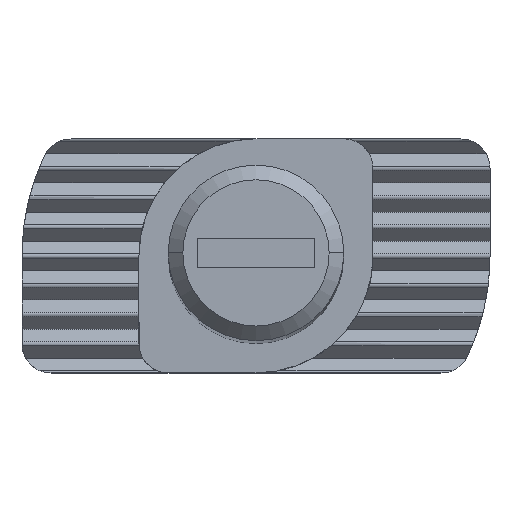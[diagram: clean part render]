
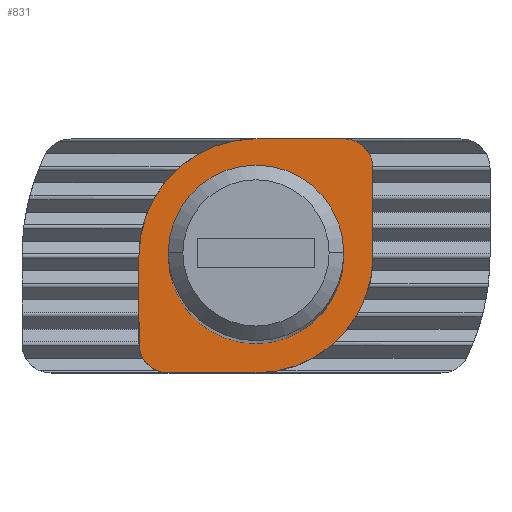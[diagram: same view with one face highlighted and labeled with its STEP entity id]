
A CAD part, top view. The second image highlights one B-rep face of the part: STEP entity #831.
In plain terms, the highlighted planar face has unit normal (0, 0, 1).
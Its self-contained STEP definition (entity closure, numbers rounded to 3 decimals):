
#7 = ORIENTED_EDGE ( 'NONE', *, *, #2556, .T. ) ;
#64 = CIRCLE ( 'NONE', #2914, 1. ) ;
#98 = LINE ( 'NONE', #2007, #618 ) ;
#138 = EDGE_CURVE ( 'NONE', #1136, #1065, #98, .T. ) ;
#180 = AXIS2_PLACEMENT_3D ( 'NONE', #364, #2888, #1503 ) ;
#184 = DIRECTION ( 'NONE',  ( 0., 0., 1. ) ) ;
#200 = DIRECTION ( 'NONE',  ( 1., 0., 0. ) ) ;
#221 = ORIENTED_EDGE ( 'NONE', *, *, #1572, .T. ) ;
#275 = VERTEX_POINT ( 'NONE', #530 ) ;
#288 = CIRCLE ( 'NONE', #2143, 4. ) ;
#292 = AXIS2_PLACEMENT_3D ( 'NONE', #631, #2222, #851 ) ;
#310 = AXIS2_PLACEMENT_3D ( 'NONE', #1536, #184, #1766 ) ;
#319 = FACE_OUTER_BOUND ( 'NONE', #2430, .T. ) ;
#357 = CIRCLE ( 'NONE', #1501, 1. ) ;
#364 = CARTESIAN_POINT ( 'NONE',  ( 0., 0., 7.5 ) ) ;
#388 = ORIENTED_EDGE ( 'NONE', *, *, #829, .T. ) ;
#392 = LINE ( 'NONE', #824, #1530 ) ;
#408 = ORIENTED_EDGE ( 'NONE', *, *, #564, .T. ) ;
#415 = DIRECTION ( 'NONE',  ( 0., 1., 0. ) ) ;
#445 = EDGE_CURVE ( 'NONE', #275, #1827, #1176, .T. ) ;
#492 = CARTESIAN_POINT ( 'NONE',  ( 3., 0., 7.5 ) ) ;
#500 = LINE ( 'NONE', #863, #1704 ) ;
#530 = CARTESIAN_POINT ( 'NONE',  ( -3., 0., 7.5 ) ) ;
#532 = CARTESIAN_POINT ( 'NONE',  ( -3., -4., 7.5 ) ) ;
#547 = CARTESIAN_POINT ( 'NONE',  ( 3., 4., 7.5 ) ) ;
#564 = EDGE_CURVE ( 'NONE', #2035, #2828, #357, .T. ) ;
#618 = VECTOR ( 'NONE', #415, 1000. ) ;
#631 = CARTESIAN_POINT ( 'NONE',  ( 0., 0., 7.5 ) ) ;
#670 = CARTESIAN_POINT ( 'NONE',  ( -4., 0., 7.5 ) ) ;
#707 = VERTEX_POINT ( 'NONE', #2148 ) ;
#732 = EDGE_CURVE ( 'NONE', #1827, #275, #1746, .T. ) ;
#739 = CARTESIAN_POINT ( 'NONE',  ( -4., 0., 7.5 ) ) ;
#796 = DIRECTION ( 'NONE',  ( 0., 0., 1. ) ) ;
#824 = CARTESIAN_POINT ( 'NONE',  ( 4., 4., 7.5 ) ) ;
#829 = EDGE_CURVE ( 'NONE', #1237, #1953, #392, .T. ) ;
#831 = ADVANCED_FACE ( 'NONE', ( #319, #2135 ), #1276, .F. ) ;
#851 = DIRECTION ( 'NONE',  ( -1., 0., 0. ) ) ;
#863 = CARTESIAN_POINT ( 'NONE',  ( -4., -4., 7.5 ) ) ;
#868 = CARTESIAN_POINT ( 'NONE',  ( -4., -3., 7.5 ) ) ;
#892 = DIRECTION ( 'NONE',  ( 0., -1., 0. ) ) ;
#904 = DIRECTION ( 'NONE',  ( 0., 0., 1. ) ) ;
#1049 = CARTESIAN_POINT ( 'NONE',  ( 3., 3., 7.5 ) ) ;
#1065 = VERTEX_POINT ( 'NONE', #1866 ) ;
#1121 = CARTESIAN_POINT ( 'NONE',  ( -3., -3., 7.5 ) ) ;
#1136 = VERTEX_POINT ( 'NONE', #1435 ) ;
#1169 = ORIENTED_EDGE ( 'NONE', *, *, #1685, .T. ) ;
#1172 = LINE ( 'NONE', #670, #1923 ) ;
#1176 = CIRCLE ( 'NONE', #292, 3. ) ;
#1237 = VERTEX_POINT ( 'NONE', #547 ) ;
#1265 = DIRECTION ( 'NONE',  ( -1., 0., 0. ) ) ;
#1275 = ORIENTED_EDGE ( 'NONE', *, *, #732, .F. ) ;
#1276 = PLANE ( 'NONE',  #180 ) ;
#1344 = DIRECTION ( 'NONE',  ( -1., 0., 0. ) ) ;
#1367 = VERTEX_POINT ( 'NONE', #739 ) ;
#1435 = CARTESIAN_POINT ( 'NONE',  ( 4., 0., 7.5 ) ) ;
#1437 = ORIENTED_EDGE ( 'NONE', *, *, #138, .T. ) ;
#1501 = AXIS2_PLACEMENT_3D ( 'NONE', #1121, #2735, #1344 ) ;
#1503 = DIRECTION ( 'NONE',  ( -1., 0., 0. ) ) ;
#1530 = VECTOR ( 'NONE', #2425, 1000. ) ;
#1536 = CARTESIAN_POINT ( 'NONE',  ( 0., 0., 7.5 ) ) ;
#1572 = EDGE_CURVE ( 'NONE', #707, #1136, #2611, .T. ) ;
#1685 = EDGE_CURVE ( 'NONE', #1367, #2035, #1172, .T. ) ;
#1704 = VECTOR ( 'NONE', #200, 1000. ) ;
#1746 = CIRCLE ( 'NONE', #2054, 3. ) ;
#1766 = DIRECTION ( 'NONE',  ( -1., 0., 0. ) ) ;
#1827 = VERTEX_POINT ( 'NONE', #492 ) ;
#1866 = CARTESIAN_POINT ( 'NONE',  ( 4., 3., 7.5 ) ) ;
#1923 = VECTOR ( 'NONE', #892, 1000. ) ;
#1945 = CARTESIAN_POINT ( 'NONE',  ( 0., 4., 7.5 ) ) ;
#1946 = EDGE_CURVE ( 'NONE', #1065, #1237, #64, .T. ) ;
#1953 = VERTEX_POINT ( 'NONE', #1945 ) ;
#2007 = CARTESIAN_POINT ( 'NONE',  ( 4., 4., 7.5 ) ) ;
#2035 = VERTEX_POINT ( 'NONE', #868 ) ;
#2054 = AXIS2_PLACEMENT_3D ( 'NONE', #2157, #796, #2398 ) ;
#2135 = FACE_BOUND ( 'NONE', #2794, .T. ) ;
#2143 = AXIS2_PLACEMENT_3D ( 'NONE', #2267, #904, #2513 ) ;
#2148 = CARTESIAN_POINT ( 'NONE',  ( 0., -4., 7.5 ) ) ;
#2157 = CARTESIAN_POINT ( 'NONE',  ( 0., 0., 7.5 ) ) ;
#2222 = DIRECTION ( 'NONE',  ( 0., 0., 1. ) ) ;
#2267 = CARTESIAN_POINT ( 'NONE',  ( 0., 0., 7.5 ) ) ;
#2398 = DIRECTION ( 'NONE',  ( -1., 0., 0. ) ) ;
#2425 = DIRECTION ( 'NONE',  ( -1., 0., 0. ) ) ;
#2430 = EDGE_LOOP ( 'NONE', ( #1437, #2823, #388, #2777, #1169, #408, #7, #221 ) ) ;
#2509 = ORIENTED_EDGE ( 'NONE', *, *, #445, .F. ) ;
#2513 = DIRECTION ( 'NONE',  ( 1., 0., 0. ) ) ;
#2556 = EDGE_CURVE ( 'NONE', #2828, #707, #500, .T. ) ;
#2611 = CIRCLE ( 'NONE', #310, 4. ) ;
#2650 = DIRECTION ( 'NONE',  ( 0., 0., 1. ) ) ;
#2673 = EDGE_CURVE ( 'NONE', #1953, #1367, #288, .T. ) ;
#2735 = DIRECTION ( 'NONE',  ( 0., 0., 1. ) ) ;
#2777 = ORIENTED_EDGE ( 'NONE', *, *, #2673, .T. ) ;
#2794 = EDGE_LOOP ( 'NONE', ( #2509, #1275 ) ) ;
#2823 = ORIENTED_EDGE ( 'NONE', *, *, #1946, .T. ) ;
#2828 = VERTEX_POINT ( 'NONE', #532 ) ;
#2888 = DIRECTION ( 'NONE',  ( 0., 0., -1. ) ) ;
#2914 = AXIS2_PLACEMENT_3D ( 'NONE', #1049, #2650, #1265 ) ;
